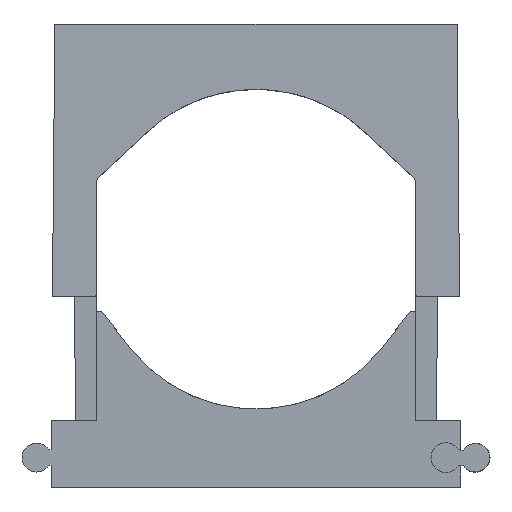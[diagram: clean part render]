
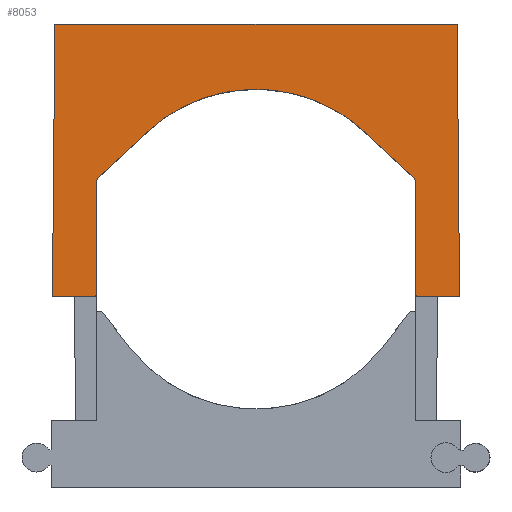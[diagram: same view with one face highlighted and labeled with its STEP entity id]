
A CAD part, top view. The second image highlights one B-rep face of the part: STEP entity #8053.
In plain terms, the highlighted face is planar.
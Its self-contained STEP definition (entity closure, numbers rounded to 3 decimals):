
#8 = CARTESIAN_POINT ( 'NONE',  ( 5.936, 30.132, -7.737 ) ) ;
#39 = CARTESIAN_POINT ( 'NONE',  ( 14.634, 22.051, -7.808 ) ) ;
#94 = CARTESIAN_POINT ( 'NONE',  ( -32.455, 5.494, -7.952 ) ) ;
#134 = EDGE_CURVE ( 'NONE', #286, #6250, #2398, .T. ) ;
#227 = CARTESIAN_POINT ( 'NONE',  ( 21.496, 0.426, -7.996 ) ) ;
#286 = VERTEX_POINT ( 'NONE', #2130 ) ;
#368 = DIRECTION ( 'NONE',  ( 0., 0.009, -1. ) ) ;
#456 = DIRECTION ( 'NONE',  ( 0.733, 0.681, 0.006 ) ) ;
#557 = VECTOR ( 'NONE', #5087, 1000. ) ;
#630 = LINE ( 'NONE', #5797, #557 ) ;
#719 = EDGE_CURVE ( 'NONE', #862, #3160, #1145, .T. ) ;
#862 = VERTEX_POINT ( 'NONE', #2880 ) ;
#1113 = VECTOR ( 'NONE', #456, 1000. ) ;
#1145 = LINE ( 'NONE', #94, #1113 ) ;
#1266 = VECTOR ( 'NONE', #2912, 1000. ) ;
#1343 = CARTESIAN_POINT ( 'NONE',  ( -27.35, 0., -8. ) ) ;
#1379 = LINE ( 'NONE', #227, #1892 ) ;
#1381 = LINE ( 'NONE', #3561, #1266 ) ;
#1664 = VERTEX_POINT ( 'NONE', #8448 ) ;
#1859 = EDGE_CURVE ( 'NONE', #6250, #3801, #6375, .T. ) ;
#1892 = VECTOR ( 'NONE', #4768, 1000. ) ;
#2130 = CARTESIAN_POINT ( 'NONE',  ( 27.031, 36.5, -7.681 ) ) ;
#2347 = VECTOR ( 'NONE', #6061, 1000. ) ;
#2398 = LINE ( 'NONE', #6087, #2347 ) ;
#2447 = EDGE_CURVE ( 'NONE', #5163, #3160, #5749, .T. ) ;
#2576 = CARTESIAN_POINT ( 'NONE',  ( 27.35, 0., -8. ) ) ;
#2880 = CARTESIAN_POINT ( 'NONE',  ( -21.362, 15.8, -7.862 ) ) ;
#2912 = DIRECTION ( 'NONE',  ( 0.009, 1., 0.009 ) ) ;
#3145 = EDGE_CURVE ( 'NONE', #6790, #862, #1381, .T. ) ;
#3160 = VERTEX_POINT ( 'NONE', #6294 ) ;
#3315 = EDGE_CURVE ( 'NONE', #6441, #5163, #630, .T. ) ;
#3419 = VERTEX_POINT ( 'NONE', #2576 ) ;
#3488 = CARTESIAN_POINT ( 'NONE',  ( -27.35, 0., -8. ) ) ;
#3561 = CARTESIAN_POINT ( 'NONE',  ( -21.5, -0.051, -8. ) ) ;
#3589 = CARTESIAN_POINT ( 'NONE',  ( -27.35, 0., -8. ) ) ;
#3801 = VERTEX_POINT ( 'NONE', #5711 ) ;
#4169 = FACE_OUTER_BOUND ( 'NONE', #4221, .T. ) ;
#4221 = EDGE_LOOP ( 'NONE', ( #7270, #7308, #7331, #7378, #7415, #7751, #7841, #7938, #7943, #7997 ) ) ;
#4318 = AXIS2_PLACEMENT_3D ( 'NONE', #3589, #368, #4922 ) ;
#4571 = CARTESIAN_POINT ( 'NONE',  ( -14.634, 22.051, -7.808 ) ) ;
#4642 = EDGE_CURVE ( 'NONE', #1664, #6441, #1379, .T. ) ;
#4768 = DIRECTION ( 'NONE',  ( -0.009, 1., 0.009 ) ) ;
#4922 = DIRECTION ( 'NONE',  ( 0., 1., 0.009 ) ) ;
#5087 = DIRECTION ( 'NONE',  ( -0.733, 0.681, 0.006 ) ) ;
#5163 = VERTEX_POINT ( 'NONE', #5465 ) ;
#5233 = EDGE_CURVE ( 'NONE', #6790, #3801, #7758, .T. ) ;
#5465 = CARTESIAN_POINT ( 'NONE',  ( 14.634, 22.051, -7.808 ) ) ;
#5558 = DIRECTION ( 'NONE',  ( -1., 0., 0. ) ) ;
#5593 = EDGE_CURVE ( 'NONE', #3419, #1664, #7179, .T. ) ;
#5672 = VECTOR ( 'NONE', #8098, 1000. ) ;
#5711 = CARTESIAN_POINT ( 'NONE',  ( -27.35, 0., -8. ) ) ;
#5738 = LINE ( 'NONE', #7430, #5672 ) ;
#5749 =( BOUNDED_CURVE ( )  B_SPLINE_CURVE ( 3, ( #39, #8, #7859, #4571 ),
 .UNSPECIFIED., .F., .F. ) 
 B_SPLINE_CURVE_WITH_KNOTS ( ( 4, 4 ),
 ( 5.535, 7.032 ),
 .UNSPECIFIED. ) 
 CURVE ( )  GEOMETRIC_REPRESENTATION_ITEM ( )  RATIONAL_B_SPLINE_CURVE ( ( 1., 0.822, 0.822, 1. ) ) 
 REPRESENTATION_ITEM ( '' )  );
#5797 = CARTESIAN_POINT ( 'NONE',  ( 3.098, 32.769, -7.714 ) ) ;
#5990 = DIRECTION ( 'NONE',  ( -1., 0., 0. ) ) ;
#6061 = DIRECTION ( 'NONE',  ( -1., 0., 0. ) ) ;
#6087 = CARTESIAN_POINT ( 'NONE',  ( 0., 36.5, -7.681 ) ) ;
#6108 = DIRECTION ( 'NONE',  ( -0.009, -1., -0.009 ) ) ;
#6250 = VERTEX_POINT ( 'NONE', #7819 ) ;
#6288 = PLANE ( 'NONE',  #4318 ) ;
#6294 = CARTESIAN_POINT ( 'NONE',  ( -14.634, 22.051, -7.808 ) ) ;
#6296 = VECTOR ( 'NONE', #6108, 1000. ) ;
#6375 = LINE ( 'NONE', #6924, #6296 ) ;
#6410 = CARTESIAN_POINT ( 'NONE',  ( -21.5, 0., -8. ) ) ;
#6441 = VERTEX_POINT ( 'NONE', #6818 ) ;
#6474 = EDGE_CURVE ( 'NONE', #286, #3419, #5738, .T. ) ;
#6790 = VERTEX_POINT ( 'NONE', #6410 ) ;
#6818 = CARTESIAN_POINT ( 'NONE',  ( 21.362, 15.8, -7.862 ) ) ;
#6924 = CARTESIAN_POINT ( 'NONE',  ( -27.349, 0.14, -7.999 ) ) ;
#7126 = VECTOR ( 'NONE', #5990, 1000. ) ;
#7179 = LINE ( 'NONE', #1343, #7126 ) ;
#7270 = ORIENTED_EDGE ( 'NONE', *, *, #3145, .F. ) ;
#7308 = ORIENTED_EDGE ( 'NONE', *, *, #5233, .T. ) ;
#7331 = ORIENTED_EDGE ( 'NONE', *, *, #1859, .F. ) ;
#7378 = ORIENTED_EDGE ( 'NONE', *, *, #134, .F. ) ;
#7415 = ORIENTED_EDGE ( 'NONE', *, *, #6474, .T. ) ;
#7430 = CARTESIAN_POINT ( 'NONE',  ( 27.346, 0.477, -7.996 ) ) ;
#7744 = VECTOR ( 'NONE', #5558, 1000. ) ;
#7751 = ORIENTED_EDGE ( 'NONE', *, *, #5593, .T. ) ;
#7758 = LINE ( 'NONE', #3488, #7744 ) ;
#7819 = CARTESIAN_POINT ( 'NONE',  ( -27.031, 36.5, -7.681 ) ) ;
#7841 = ORIENTED_EDGE ( 'NONE', *, *, #4642, .T. ) ;
#7859 = CARTESIAN_POINT ( 'NONE',  ( -5.936, 30.132, -7.737 ) ) ;
#7938 = ORIENTED_EDGE ( 'NONE', *, *, #3315, .T. ) ;
#7943 = ORIENTED_EDGE ( 'NONE', *, *, #2447, .T. ) ;
#7997 = ORIENTED_EDGE ( 'NONE', *, *, #719, .F. ) ;
#8053 = ADVANCED_FACE ( 'NONE', ( #4169 ), #6288, .T. ) ;
#8098 = DIRECTION ( 'NONE',  ( 0.009, -1., -0.009 ) ) ;
#8448 = CARTESIAN_POINT ( 'NONE',  ( 21.5, 0., -8. ) ) ;
